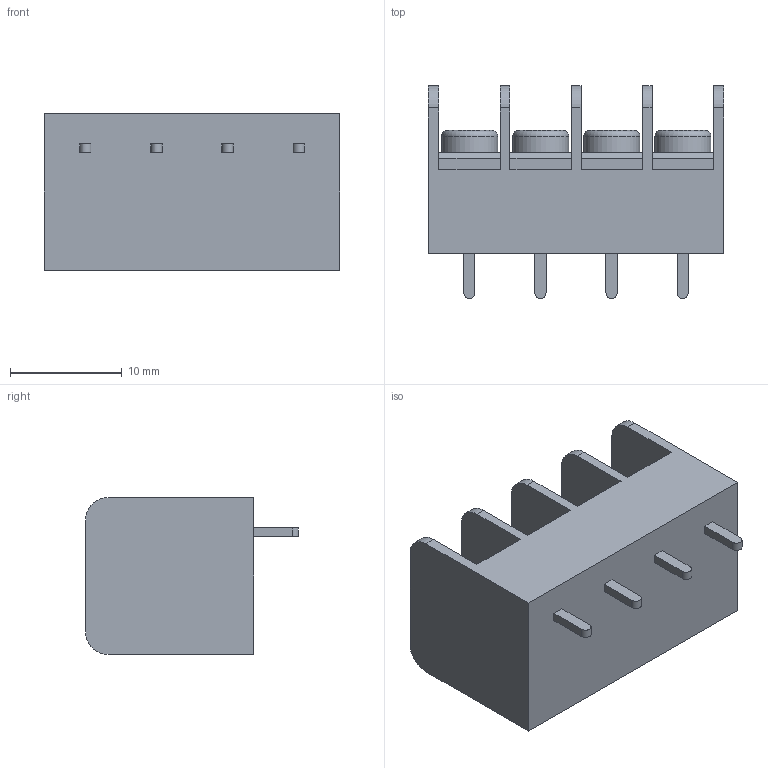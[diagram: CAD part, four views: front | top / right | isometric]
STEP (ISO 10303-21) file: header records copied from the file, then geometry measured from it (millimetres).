
FILE_DESCRIPTION(/* description */ (''),/* implementation_level */ '2;1');
FILE_NAME(/* name */ 'OSTYK21104030 v2.step',/* time_stamp */ '2020-08-03T12:33:59+09:00',/* author */ (''),/* organization */ (''),/* preprocessor_version */ 'ST-DEVELOPER v18.1',/* originating_system */ 'Autodesk Translation Framework v9.3.0.1241',/* authorisation */ '');
FILE_SCHEMA (('AUTOMOTIVE_DESIGN { 1 0 10303 214 3 1 1 }'));
Length unit declared in the file: millimetre
Products named in the file (2): OSTYK21104030; OSTYK21102030
Assembly tree (1 placements, depth 2):
  OSTYK21104030
    OSTYK21102030
Bounding box: 26.4 x 19 x 14 mm (x, y, z)
Volume: 3708.5 mm3; surface area: 2740.6 mm2
Topology: 9 solids, 9 shells, 148 faces, 378 edges, 252 vertices
Faces by surface type: plane 126, cylinder 18, torus 4
Full cylindrical faces by diameter (mm): 5 x4
Entity records: 4489 total; most frequent: CARTESIAN_POINT 781, ORIENTED_EDGE 756, DIRECTION 728, EDGE_CURVE 378, LINE 330, VECTOR 330, VERTEX_POINT 252, AXIS2_PLACEMENT_3D 199
